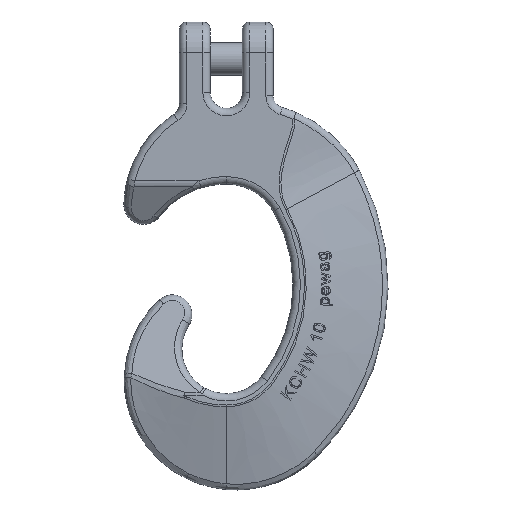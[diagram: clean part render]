
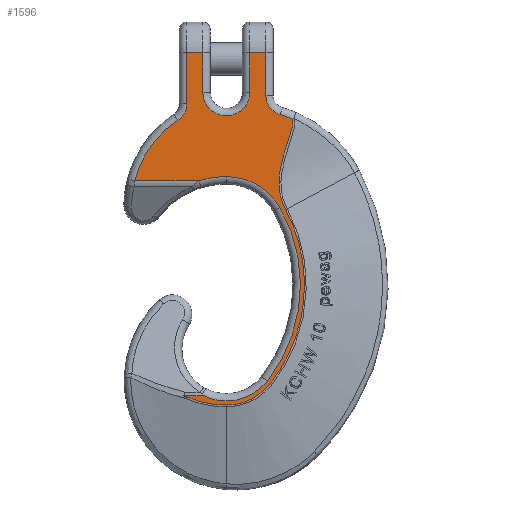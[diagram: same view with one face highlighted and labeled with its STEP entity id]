
A CAD part, top view. The second image highlights one B-rep face of the part: STEP entity #1596.
In plain terms, the highlighted planar face has unit normal (0, 0, 1).
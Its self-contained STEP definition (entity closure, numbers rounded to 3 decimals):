
#199=LINE('',#7492,#403);
#200=LINE('',#7494,#404);
#201=LINE('',#7496,#405);
#202=LINE('',#7502,#406);
#203=LINE('',#7512,#407);
#204=LINE('',#7574,#408);
#205=LINE('',#7576,#409);
#206=LINE('',#7578,#410);
#403=VECTOR('',#5308,1.);
#404=VECTOR('',#5309,1.);
#405=VECTOR('',#5310,1.);
#406=VECTOR('',#5315,1.);
#407=VECTOR('',#5324,1.);
#408=VECTOR('',#5329,1.);
#409=VECTOR('',#5330,1.);
#410=VECTOR('',#5331,1.);
#845=B_SPLINE_CURVE_WITH_KNOTS('',3,(#7514,#7515,#7516,#7517,#7518,#7519,
#7520,#7521,#7522,#7523,#7524,#7525,#7526,#7527,#7528,#7529),.UNSPECIFIED.,
.F.,.F.,(4,3,3,3,3,4),(0.,0.028,0.065,0.141,
0.216,1.),.UNSPECIFIED.);
#846=B_SPLINE_CURVE_WITH_KNOTS('',3,(#7531,#7532,#7533,#7534),.UNSPECIFIED.,
.F.,.F.,(4,4),(0.,1.),.UNSPECIFIED.);
#847=B_SPLINE_CURVE_WITH_KNOTS('',3,(#7536,#7537,#7538,#7539,#7540,#7541,
#7542,#7543,#7544,#7545,#7546,#7547,#7548,#7549,#7550,#7551,#7552,#7553,
#7554,#7555),.UNSPECIFIED.,.F.,.F.,(4,2,2,2,2,2,2,2,2,4),(0.,0.062,
0.125,0.188,0.25,0.5,0.625,0.75,0.875,1.),.UNSPECIFIED.);
#848=B_SPLINE_CURVE_WITH_KNOTS('',3,(#7557,#7558,#7559,#7560,#7561,#7562,
#7563,#7564,#7565,#7566,#7567,#7568),.UNSPECIFIED.,.F.,.F.,(4,2,2,2,2,4),
(0.,0.25,0.5,0.75,0.875,1.),.UNSPECIFIED.);
#1216=PLANE('',#5031);
#1311=FACE_OUTER_BOUND('',#1952,.T.);
#1596=ADVANCED_FACE('',(#1311),#1216,.F.);
#1952=EDGE_LOOP('',(#2388,#2389,#2390,#2391,#2392,#2393,#2394,#2395,#2396,
#2397,#2398,#2399,#2400,#2401,#2402,#2403,#2404,#2405,#2406,#2407,#2408));
#2388=ORIENTED_EDGE('',*,*,#4318,.T.);
#2389=ORIENTED_EDGE('',*,*,#4319,.T.);
#2390=ORIENTED_EDGE('',*,*,#4320,.T.);
#2391=ORIENTED_EDGE('',*,*,#4321,.T.);
#2392=ORIENTED_EDGE('',*,*,#4322,.T.);
#2393=ORIENTED_EDGE('',*,*,#4323,.T.);
#2394=ORIENTED_EDGE('',*,*,#4324,.T.);
#2395=ORIENTED_EDGE('',*,*,#4325,.T.);
#2396=ORIENTED_EDGE('',*,*,#4326,.T.);
#2397=ORIENTED_EDGE('',*,*,#4327,.T.);
#2398=ORIENTED_EDGE('',*,*,#4328,.T.);
#2399=ORIENTED_EDGE('',*,*,#4329,.T.);
#2400=ORIENTED_EDGE('',*,*,#4330,.T.);
#2401=ORIENTED_EDGE('',*,*,#4331,.T.);
#2402=ORIENTED_EDGE('',*,*,#4332,.T.);
#2403=ORIENTED_EDGE('',*,*,#4333,.T.);
#2404=ORIENTED_EDGE('',*,*,#4334,.T.);
#2405=ORIENTED_EDGE('',*,*,#4335,.T.);
#2406=ORIENTED_EDGE('',*,*,#4336,.T.);
#2407=ORIENTED_EDGE('',*,*,#4337,.T.);
#2408=ORIENTED_EDGE('',*,*,#4338,.T.);
#3850=VERTEX_POINT('',#7490);
#3851=VERTEX_POINT('',#7491);
#3852=VERTEX_POINT('',#7493);
#3853=VERTEX_POINT('',#7495);
#3854=VERTEX_POINT('',#7497);
#3855=VERTEX_POINT('',#7499);
#3856=VERTEX_POINT('',#7501);
#3857=VERTEX_POINT('',#7503);
#3858=VERTEX_POINT('',#7505);
#3859=VERTEX_POINT('',#7507);
#3860=VERTEX_POINT('',#7509);
#3861=VERTEX_POINT('',#7511);
#3862=VERTEX_POINT('',#7513);
#3863=VERTEX_POINT('',#7530);
#3864=VERTEX_POINT('',#7535);
#3865=VERTEX_POINT('',#7556);
#3866=VERTEX_POINT('',#7569);
#3867=VERTEX_POINT('',#7571);
#3868=VERTEX_POINT('',#7573);
#3869=VERTEX_POINT('',#7575);
#3870=VERTEX_POINT('',#7577);
#4318=EDGE_CURVE('',#3850,#3851,#4912,.T.);
#4319=EDGE_CURVE('',#3851,#3852,#199,.T.);
#4320=EDGE_CURVE('',#3852,#3853,#200,.T.);
#4321=EDGE_CURVE('',#3853,#3854,#201,.T.);
#4322=EDGE_CURVE('',#3854,#3855,#4913,.T.);
#4323=EDGE_CURVE('',#3855,#3856,#4914,.T.);
#4324=EDGE_CURVE('',#3856,#3857,#202,.T.);
#4325=EDGE_CURVE('',#3857,#3858,#4915,.T.);
#4326=EDGE_CURVE('',#3858,#3859,#4916,.T.);
#4327=EDGE_CURVE('',#3859,#3860,#4917,.T.);
#4328=EDGE_CURVE('',#3860,#3861,#4918,.T.);
#4329=EDGE_CURVE('',#3861,#3862,#203,.T.);
#4330=EDGE_CURVE('',#3862,#3863,#845,.T.);
#4331=EDGE_CURVE('',#3863,#3864,#846,.T.);
#4332=EDGE_CURVE('',#3864,#3865,#847,.T.);
#4333=EDGE_CURVE('',#3865,#3866,#848,.T.);
#4334=EDGE_CURVE('',#3866,#3867,#4919,.T.);
#4335=EDGE_CURVE('',#3867,#3868,#4920,.T.);
#4336=EDGE_CURVE('',#3868,#3869,#204,.T.);
#4337=EDGE_CURVE('',#3869,#3870,#205,.T.);
#4338=EDGE_CURVE('',#3870,#3850,#206,.T.);
#4912=CIRCLE('',#5022,9.5);
#4913=CIRCLE('',#5023,8.);
#4914=CIRCLE('',#5024,42.);
#4915=CIRCLE('',#5025,37.5);
#4916=CIRCLE('',#5026,25.);
#4917=CIRCLE('',#5027,63.);
#4918=CIRCLE('',#5028,21.);
#4919=CIRCLE('',#5029,49.);
#4920=CIRCLE('',#5030,8.);
#5022=AXIS2_PLACEMENT_3D('',#7489,#5306,#5307);
#5023=AXIS2_PLACEMENT_3D('',#7498,#5311,#5312);
#5024=AXIS2_PLACEMENT_3D('',#7500,#5313,#5314);
#5025=AXIS2_PLACEMENT_3D('',#7504,#5316,#5317);
#5026=AXIS2_PLACEMENT_3D('',#7506,#5318,#5319);
#5027=AXIS2_PLACEMENT_3D('',#7508,#5320,#5321);
#5028=AXIS2_PLACEMENT_3D('',#7510,#5322,#5323);
#5029=AXIS2_PLACEMENT_3D('',#7570,#5325,#5326);
#5030=AXIS2_PLACEMENT_3D('',#7572,#5327,#5328);
#5031=AXIS2_PLACEMENT_3D('',#7579,#5332,#5333);
#5306=DIRECTION('',(0.,0.,-1.));
#5307=DIRECTION('',(-1.,0.,0.));
#5308=DIRECTION('',(0.,1.,0.));
#5309=DIRECTION('',(-1.,0.,0.));
#5310=DIRECTION('',(0.,-1.,0.));
#5311=DIRECTION('',(0.,0.,-1.));
#5312=DIRECTION('',(-1.,0.,0.));
#5313=DIRECTION('',(0.,0.,1.));
#5314=DIRECTION('',(-1.,0.,0.));
#5315=DIRECTION('',(1.,0.,0.));
#5316=DIRECTION('',(0.,0.,-1.));
#5317=DIRECTION('',(-1.,0.,0.));
#5318=DIRECTION('',(0.,0.,-1.));
#5319=DIRECTION('',(-1.,0.,0.));
#5320=DIRECTION('',(0.,0.,-1.));
#5321=DIRECTION('',(-1.,0.,0.));
#5322=DIRECTION('',(0.,0.,-1.));
#5323=DIRECTION('',(-1.,0.,0.));
#5324=DIRECTION('',(-1.,0.,0.));
#5325=DIRECTION('',(0.,0.,1.));
#5326=DIRECTION('',(-1.,0.,0.));
#5327=DIRECTION('',(0.,0.,-1.));
#5328=DIRECTION('',(-1.,0.,0.));
#5329=DIRECTION('',(0.,1.,0.));
#5330=DIRECTION('',(-1.,0.,0.));
#5331=DIRECTION('',(0.,-1.,0.));
#5332=DIRECTION('',(0.,0.,-1.));
#5333=DIRECTION('',(-1.,0.,0.));
#7489=CARTESIAN_POINT('',(0.,122.,12.5));
#7490=CARTESIAN_POINT('',(9.5,122.,12.5));
#7491=CARTESIAN_POINT('',(-9.5,122.,12.5));
#7492=CARTESIAN_POINT('',(-9.5,122.,12.5));
#7493=CARTESIAN_POINT('',(-9.5,138.,12.5));
#7494=CARTESIAN_POINT('',(0.,138.,12.5));
#7495=CARTESIAN_POINT('',(-16.,138.,12.5));
#7496=CARTESIAN_POINT('',(-16.,122.,12.5));
#7497=CARTESIAN_POINT('',(-16.,117.335,12.5));
#7498=CARTESIAN_POINT('',(-24.,117.335,12.5));
#7499=CARTESIAN_POINT('',(-19.6,110.654,12.5));
#7500=CARTESIAN_POINT('',(3.5,75.577,12.5));
#7501=CARTESIAN_POINT('',(-37.129,86.22,12.5));
#7502=CARTESIAN_POINT('',(0.,86.22,12.5));
#7503=CARTESIAN_POINT('',(-10.993,86.22,12.5));
#7504=CARTESIAN_POINT('',(0.,50.368,12.5));
#7505=CARTESIAN_POINT('',(0.,87.868,12.5));
#7506=CARTESIAN_POINT('',(0.,62.868,12.5));
#7507=CARTESIAN_POINT('',(21.701,75.281,12.5));
#7508=CARTESIAN_POINT('',(-32.985,44.,12.5));
#7509=CARTESIAN_POINT('',(16.492,5.,12.5));
#7510=CARTESIAN_POINT('',(0.,18.,12.5));
#7511=CARTESIAN_POINT('',(-9.749,-0.6,12.5));
#7512=CARTESIAN_POINT('',(-19.382,-0.6,12.5));
#7513=CARTESIAN_POINT('',(-16.997,-0.6,12.5));
#7514=CARTESIAN_POINT('',(-16.997,-0.6,12.5));
#7515=CARTESIAN_POINT('',(-16.998,-0.612,12.5));
#7516=CARTESIAN_POINT('',(-16.998,-0.623,12.5));
#7517=CARTESIAN_POINT('',(-16.996,-0.635,12.5));
#7518=CARTESIAN_POINT('',(-16.993,-0.649,12.5));
#7519=CARTESIAN_POINT('',(-16.988,-0.664,12.5));
#7520=CARTESIAN_POINT('',(-16.982,-0.678,12.5));
#7521=CARTESIAN_POINT('',(-16.969,-0.706,12.5));
#7522=CARTESIAN_POINT('',(-16.951,-0.732,12.5));
#7523=CARTESIAN_POINT('',(-16.931,-0.755,12.5));
#7524=CARTESIAN_POINT('',(-16.911,-0.779,12.5));
#7525=CARTESIAN_POINT('',(-16.889,-0.801,12.5));
#7526=CARTESIAN_POINT('',(-16.866,-0.821,12.5));
#7527=CARTESIAN_POINT('',(-16.631,-1.032,12.5));
#7528=CARTESIAN_POINT('',(-16.334,-1.164,12.5));
#7529=CARTESIAN_POINT('',(-16.047,-1.293,12.5));
#7530=CARTESIAN_POINT('',(-16.047,-1.293,12.5));
#7531=CARTESIAN_POINT('',(-16.047,-1.293,12.5));
#7532=CARTESIAN_POINT('',(-10.984,-3.58,12.5));
#7533=CARTESIAN_POINT('',(-5.544,-4.621,12.5));
#7534=CARTESIAN_POINT('',(0.001,-4.628,12.5));
#7535=CARTESIAN_POINT('',(0.001,-4.628,12.5));
#7536=CARTESIAN_POINT('',(0.001,-4.627,12.5));
#7537=CARTESIAN_POINT('',(2.022,-4.63,12.5));
#7538=CARTESIAN_POINT('',(3.998,-4.369,12.5));
#7539=CARTESIAN_POINT('',(7.861,-3.317,12.5));
#7540=CARTESIAN_POINT('',(9.736,-2.519,12.5));
#7541=CARTESIAN_POINT('',(13.172,-0.506,12.5));
#7542=CARTESIAN_POINT('',(14.787,0.746,12.5));
#7543=CARTESIAN_POINT('',(17.553,3.621,12.5));
#7544=CARTESIAN_POINT('',(18.737,5.223,12.5));
#7545=CARTESIAN_POINT('',(24.457,13.396,12.5));
#7546=CARTESIAN_POINT('',(27.783,20.613,12.5));
#7547=CARTESIAN_POINT('',(30.68,32.253,12.5));
#7548=CARTESIAN_POINT('',(31.274,36.162,12.5));
#7549=CARTESIAN_POINT('',(31.751,44.037,12.5));
#7550=CARTESIAN_POINT('',(31.63,48.037,12.5));
#7551=CARTESIAN_POINT('',(30.653,55.933,12.5));
#7552=CARTESIAN_POINT('',(29.81,59.788,12.5));
#7553=CARTESIAN_POINT('',(27.417,67.311,12.5));
#7554=CARTESIAN_POINT('',(25.853,70.999,12.5));
#7555=CARTESIAN_POINT('',(23.974,74.53,12.5));
#7556=CARTESIAN_POINT('',(23.974,74.53,12.5));
#7557=CARTESIAN_POINT('',(23.975,74.53,12.5));
#7558=CARTESIAN_POINT('',(22.481,77.337,12.5));
#7559=CARTESIAN_POINT('',(21.619,80.375,12.5));
#7560=CARTESIAN_POINT('',(21.135,86.683,12.5));
#7561=CARTESIAN_POINT('',(21.512,89.837,12.5));
#7562=CARTESIAN_POINT('',(22.91,95.997,12.5));
#7563=CARTESIAN_POINT('',(23.931,98.991,12.5));
#7564=CARTESIAN_POINT('',(25.442,103.486,12.5));
#7565=CARTESIAN_POINT('',(25.948,104.983,12.5));
#7566=CARTESIAN_POINT('',(26.728,108.051,12.5));
#7567=CARTESIAN_POINT('',(27.061,109.602,12.5));
#7568=CARTESIAN_POINT('',(26.845,111.197,12.5));
#7569=CARTESIAN_POINT('',(26.845,111.197,12.5));
#7570=CARTESIAN_POINT('',(8.,65.966,12.5));
#7571=CARTESIAN_POINT('',(21.754,112.996,12.5));
#7572=CARTESIAN_POINT('',(24.,120.674,12.5));
#7573=CARTESIAN_POINT('',(16.,120.674,12.5));
#7574=CARTESIAN_POINT('',(16.,122.,12.5));
#7575=CARTESIAN_POINT('',(16.,138.,12.5));
#7576=CARTESIAN_POINT('',(0.,138.,12.5));
#7577=CARTESIAN_POINT('',(9.5,138.,12.5));
#7578=CARTESIAN_POINT('',(9.5,122.,12.5));
#7579=CARTESIAN_POINT('',(0.,122.,12.5));
